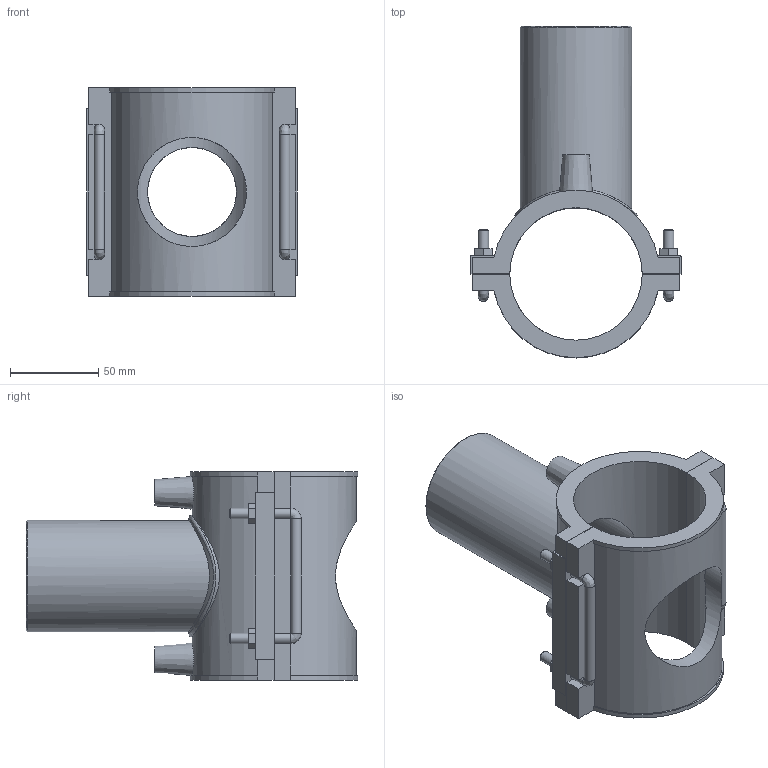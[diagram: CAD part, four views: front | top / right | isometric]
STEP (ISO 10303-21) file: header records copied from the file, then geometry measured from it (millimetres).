
FILE_DESCRIPTION(/* description */ ('PLASSON BRANCH SADDLE 75-63'),/* implementation_level */ '2;1');
FILE_NAME(/* name */ '495804075063.ipt.stp',/* time_stamp */ '2018-04-26T12:06:55+03:00',/* author */ ('KIM'),/* organization */ (''),/* preprocessor_version */ 'ST-DEVELOPER v15.6',/* originating_system */ 'Autodesk Inventor 2015',/* authorisation */ '');
FILE_SCHEMA (('AUTOMOTIVE_DESIGN { 1 0 10303 214 3 1 1 }'));
Length unit declared in the file: millimetre
Products named in the file (1): 495804075063
Bounding box: 119 x 187.93 x 118 mm (x, y, z)
Volume: 417353.3 mm3; surface area: 120719 mm2
Topology: 1 solids, 1 shells, 134 faces, 345 edges, 217 vertices
Faces by surface type: plane 85, cylinder 33, bspline 9, cone 7
Full cylindrical faces by diameter (mm): 4 x2, 6 x10, 10 x2, 50.4 x1, 61.74 x1, 63 x1
Entity records: 4725 total; most frequent: CARTESIAN_POINT 1609, ORIENTED_EDGE 624, DIRECTION 603, EDGE_CURVE 310, VERTEX_POINT 212, LINE 207, VECTOR 207, AXIS2_PLACEMENT_3D 198
